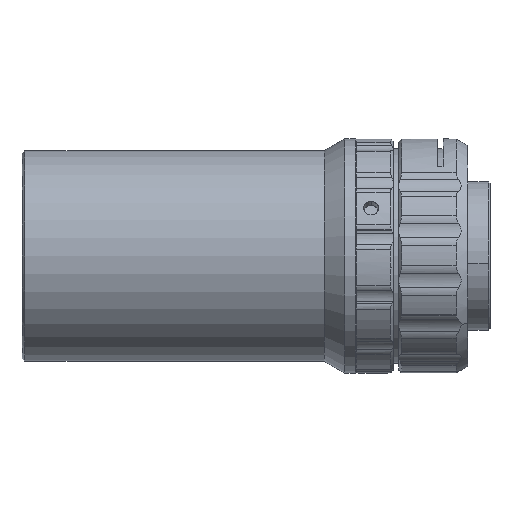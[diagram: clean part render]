
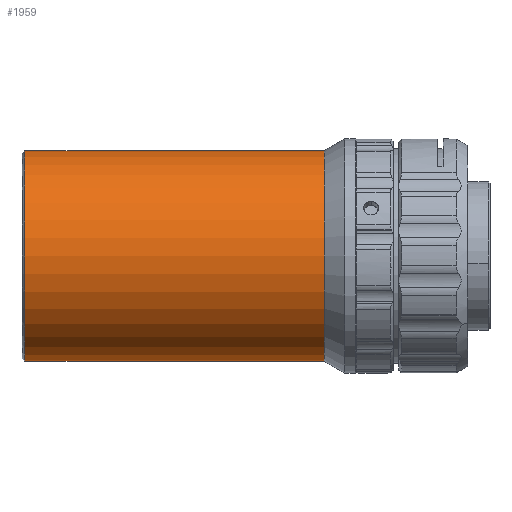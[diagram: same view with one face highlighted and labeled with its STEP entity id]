
A CAD part, front view. The second image highlights one B-rep face of the part: STEP entity #1959.
In plain terms, the highlighted cylindrical face has radius 18 mm (diameter 36 mm), a partial arc.
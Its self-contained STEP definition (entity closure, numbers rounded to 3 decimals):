
#5 = AXIS2_PLACEMENT_3D ( 'NONE', #865, #4093, #4650 ) ;
#10 = EDGE_CURVE ( 'NONE', #1117, #6996, #2610, .T. ) ;
#20 = FACE_OUTER_BOUND ( 'NONE', #5353, .T. ) ;
#67 = ORIENTED_EDGE ( 'NONE', *, *, #10, .T. ) ;
#183 = VECTOR ( 'NONE', #544, 1000. ) ;
#191 = EDGE_CURVE ( 'NONE', #4906, #751, #445, .T. ) ;
#445 = CIRCLE ( 'NONE', #5, 18. ) ;
#544 = DIRECTION ( 'NONE',  ( -1., 0., 0. ) ) ;
#751 = VERTEX_POINT ( 'NONE', #1692 ) ;
#865 = CARTESIAN_POINT ( 'NONE',  ( 51.636, 0., 0. ) ) ;
#992 = CARTESIAN_POINT ( 'NONE',  ( 0.5, 0., 18. ) ) ;
#1117 = VERTEX_POINT ( 'NONE', #992 ) ;
#1692 = CARTESIAN_POINT ( 'NONE',  ( 51.636, 0., 18. ) ) ;
#1748 = CARTESIAN_POINT ( 'NONE',  ( 0.5, 0., 0. ) ) ;
#1846 = LINE ( 'NONE', #6884, #6895 ) ;
#1939 = DIRECTION ( 'NONE',  ( -1., 0., 0. ) ) ;
#1959 = ADVANCED_FACE ( 'NONE', ( #20 ), #5449, .T. ) ;
#2171 = ORIENTED_EDGE ( 'NONE', *, *, #5673, .T. ) ;
#2249 = CARTESIAN_POINT ( 'NONE',  ( 0., 0., 18. ) ) ;
#2319 = AXIS2_PLACEMENT_3D ( 'NONE', #1748, #3862, #5552 ) ;
#2610 = CIRCLE ( 'NONE', #2319, 18. ) ;
#3505 = DIRECTION ( 'NONE',  ( 0., 0., 1. ) ) ;
#3862 = DIRECTION ( 'NONE',  ( 1., 0., 0. ) ) ;
#4093 = DIRECTION ( 'NONE',  ( -1., 0., 0. ) ) ;
#4181 = LINE ( 'NONE', #2249, #183 ) ;
#4423 = DIRECTION ( 'NONE',  ( -1., 0., 0. ) ) ;
#4650 = DIRECTION ( 'NONE',  ( 0., 0., 1. ) ) ;
#4906 = VERTEX_POINT ( 'NONE', #5199 ) ;
#4911 = EDGE_CURVE ( 'NONE', #4906, #6996, #1846, .T. ) ;
#5199 = CARTESIAN_POINT ( 'NONE',  ( 51.636, 0., -18. ) ) ;
#5353 = EDGE_LOOP ( 'NONE', ( #5606, #5427, #2171, #67 ) ) ;
#5427 = ORIENTED_EDGE ( 'NONE', *, *, #191, .T. ) ;
#5449 = CYLINDRICAL_SURFACE ( 'NONE', #5700, 18. ) ;
#5552 = DIRECTION ( 'NONE',  ( 0., 0., -1. ) ) ;
#5606 = ORIENTED_EDGE ( 'NONE', *, *, #4911, .F. ) ;
#5673 = EDGE_CURVE ( 'NONE', #751, #1117, #4181, .T. ) ;
#5700 = AXIS2_PLACEMENT_3D ( 'NONE', #6593, #4423, #3505 ) ;
#5985 = CARTESIAN_POINT ( 'NONE',  ( 0.5, 0., -18. ) ) ;
#6593 = CARTESIAN_POINT ( 'NONE',  ( 0., 0., 0. ) ) ;
#6884 = CARTESIAN_POINT ( 'NONE',  ( 0., 0., -18. ) ) ;
#6895 = VECTOR ( 'NONE', #1939, 1000. ) ;
#6996 = VERTEX_POINT ( 'NONE', #5985 ) ;
